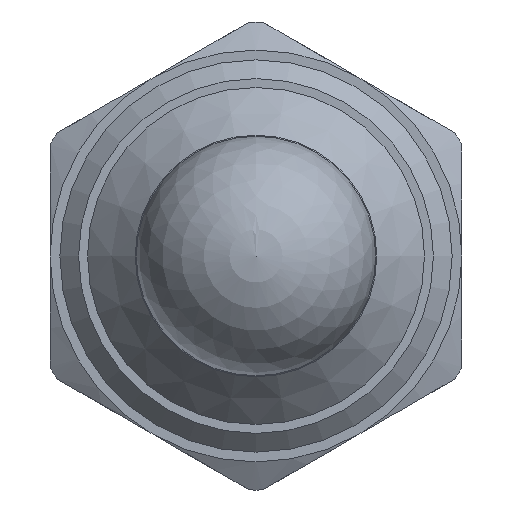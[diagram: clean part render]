
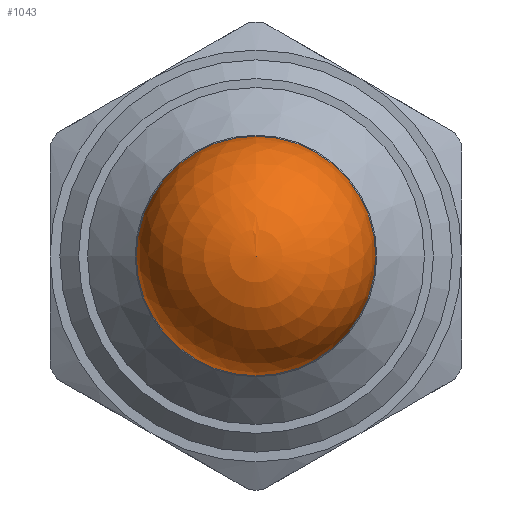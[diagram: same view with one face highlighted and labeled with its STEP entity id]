
A CAD part, front view. The second image highlights one B-rep face of the part: STEP entity #1043.
In plain terms, the highlighted spherical face has radius 6.4 mm.
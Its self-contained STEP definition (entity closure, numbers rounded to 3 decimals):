
#19=SPHERICAL_SURFACE('',#1199,6.4);
#226=FACE_OUTER_BOUND('',#302,.T.);
#302=EDGE_LOOP('',(#880,#881,#882,#883));
#380=CIRCLE('',#1200,6.4);
#381=CIRCLE('',#1201,6.4);
#382=CIRCLE('',#1202,6.4);
#474=VERTEX_POINT('',#1862);
#475=VERTEX_POINT('',#1863);
#476=VERTEX_POINT('',#1866);
#611=EDGE_CURVE('',#474,#475,#380,.T.);
#612=EDGE_CURVE('',#475,#474,#381,.T.);
#613=EDGE_CURVE('',#475,#476,#382,.T.);
#880=ORIENTED_EDGE('',*,*,#611,.F.);
#881=ORIENTED_EDGE('',*,*,#612,.F.);
#882=ORIENTED_EDGE('',*,*,#613,.T.);
#883=ORIENTED_EDGE('',*,*,#613,.F.);
#1043=ADVANCED_FACE('',(#226),#19,.T.);
#1199=AXIS2_PLACEMENT_3D('',#1861,#1509,#1510);
#1200=AXIS2_PLACEMENT_3D('',#1864,#1511,#1512);
#1201=AXIS2_PLACEMENT_3D('',#1865,#1513,#1514);
#1202=AXIS2_PLACEMENT_3D('',#1867,#1515,#1516);
#1509=DIRECTION('center_axis',(0.,1.,0.));
#1510=DIRECTION('ref_axis',(0.,0.,-1.));
#1511=DIRECTION('center_axis',(0.,1.,0.));
#1512=DIRECTION('ref_axis',(1.,0.,0.));
#1513=DIRECTION('center_axis',(0.,1.,0.));
#1514=DIRECTION('ref_axis',(1.,0.,0.));
#1515=DIRECTION('center_axis',(1.,0.,0.));
#1516=DIRECTION('ref_axis',(0.,0.,1.));
#1861=CARTESIAN_POINT('Origin',(0.,-57.8,0.));
#1862=CARTESIAN_POINT('',(-6.4,-57.8,0.));
#1863=CARTESIAN_POINT('',(0.,-57.8,6.4));
#1864=CARTESIAN_POINT('Origin',(0.,-57.8,0.));
#1865=CARTESIAN_POINT('Origin',(0.,-57.8,0.));
#1866=CARTESIAN_POINT('',(0.,-64.2,0.));
#1867=CARTESIAN_POINT('Origin',(0.,-57.8,0.));
